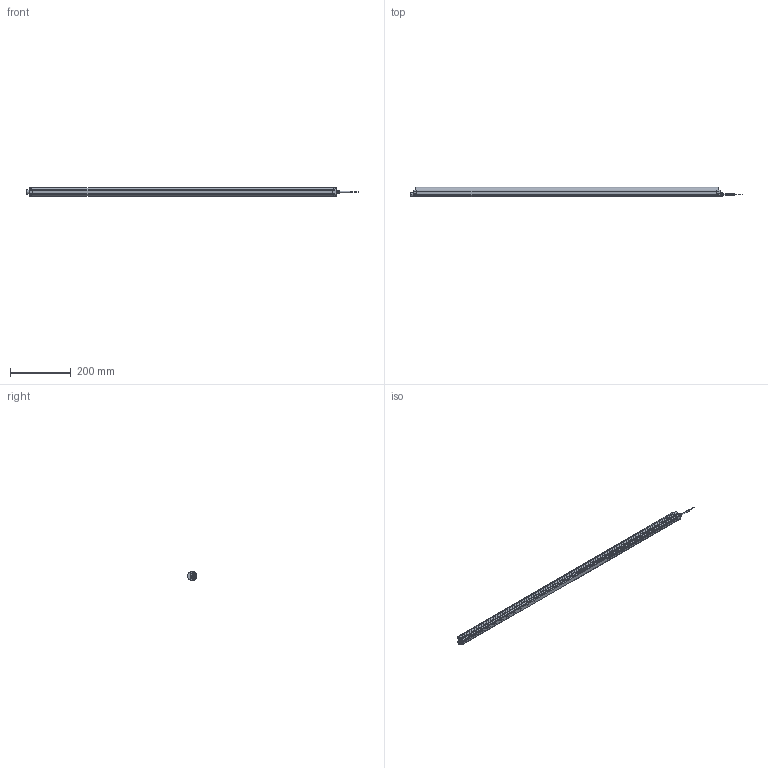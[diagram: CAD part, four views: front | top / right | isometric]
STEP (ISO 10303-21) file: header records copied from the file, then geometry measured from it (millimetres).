
FILE_DESCRIPTION((''),'2;1');
FILE_NAME('210153_ASM','2019-01-17T09:57:25',('pdmadmin'),('BANNER ENGINEERING'),'CREO PARAMETRIC BY PTC INC, 2018300','CREO PARAMETRIC BY PTC INC, 2018300','');
FILE_SCHEMA(('CONFIG_CONTROL_DESIGN'));
Length unit declared in the file: inch
Products named in the file (16): 154026_AF15; 156547; 156545; 192380; 192381; 191965_ASM; 189859_WIRE; 189859_ASM; 155834_AF0; 175605_ASM; 47678; 166154_AF15; 153169; 175602_AF38; 157628; 210153_ASM
Assembly tree (22 placements, depth 5):
  210153_ASM
    154026_AF15
    156547
    175605_ASM
      156545
      189859_ASM
        191965_ASM
          192380
          192381  x5
        189859_WIRE
      155834_AF0
    47678  x4
    166154_AF15
    153169
    175602_AF38
    157628
Bounding box: 1097.32 x 31.55 x 28 mm (x, y, z)
Volume: 443885.7 mm3; surface area: 275360.8 mm2
Topology: 19 solids, 24 shells, 1260 faces, 3095 edges, 1913 vertices
Faces by surface type: cylinder 402, plane 395, cone 240, bspline 113, torus 90, sphere 20
Entity records: 48197 total; most frequent: CARTESIAN_POINT 24036, DIRECTION 5054, ORIENTED_EDGE 5010, EDGE_CURVE 2515, AXIS2_PLACEMENT_3D 2019, VERTEX_POINT 1569, EDGE_LOOP 1094, CIRCLE 1063
